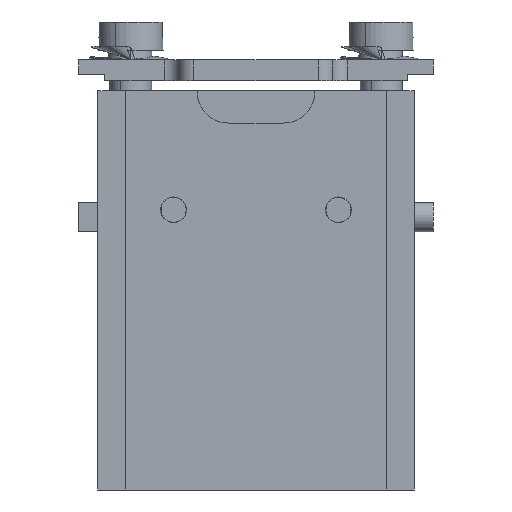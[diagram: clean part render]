
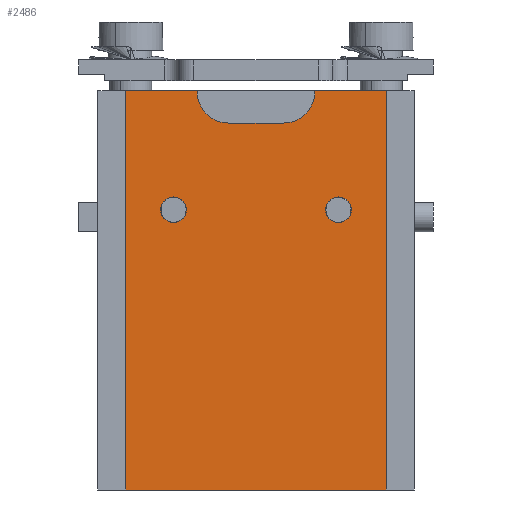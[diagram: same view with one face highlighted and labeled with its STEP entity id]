
A CAD part, left-side view. The second image highlights one B-rep face of the part: STEP entity #2486.
In plain terms, the highlighted planar face has unit normal (-1, 0, 0).
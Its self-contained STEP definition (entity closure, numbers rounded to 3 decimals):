
#360=AXIS2_PLACEMENT_3D('Circle Axis2P3D',#358,#359,$) ;
#392=AXIS2_PLACEMENT_3D('Circle Axis2P3D',#390,#391,$) ;
#1319=AXIS2_PLACEMENT_3D('Circle Axis2P3D',#1317,#1318,$) ;
#1538=AXIS2_PLACEMENT_3D('Circle Axis2P3D',#1536,#1537,$) ;
#2040=AXIS2_PLACEMENT_3D('Circle Axis2P3D',#2038,#2039,$) ;
#2440=AXIS2_PLACEMENT_3D('Plane Axis2P3D',#2437,#2438,#2439) ;
#2463=AXIS2_PLACEMENT_3D('Circle Axis2P3D',#2461,#2462,$) ;
#355=CARTESIAN_POINT('Vertex',(0.02,7.871,26.85)) ;
#358=CARTESIAN_POINT('Axis2P3D Location',(0.02,9.1,26.85)) ;
#362=CARTESIAN_POINT('Vertex',(0.02,10.33,26.85)) ;
#390=CARTESIAN_POINT('Axis2P3D Location',(0.02,9.1,26.85)) ;
#733=CARTESIAN_POINT('Vertex',(0.02,29.5,38.25)) ;
#736=CARTESIAN_POINT('Line Origine',(0.02,26.067,38.25)) ;
#740=CARTESIAN_POINT('Vertex',(0.02,22.634,38.25)) ;
#761=CARTESIAN_POINT('Vertex',(0.02,11.366,38.25)) ;
#764=CARTESIAN_POINT('Line Origine',(0.02,7.933,38.25)) ;
#768=CARTESIAN_POINT('Vertex',(0.02,4.5,38.25)) ;
#1314=CARTESIAN_POINT('Vertex',(0.02,23.671,26.85)) ;
#1317=CARTESIAN_POINT('Axis2P3D Location',(0.02,24.9,26.85)) ;
#1321=CARTESIAN_POINT('Vertex',(0.02,26.13,26.85)) ;
#1536=CARTESIAN_POINT('Axis2P3D Location',(0.02,19.634,38.166)) ;
#1540=CARTESIAN_POINT('Vertex',(0.02,22.634,38.166)) ;
#1542=CARTESIAN_POINT('Vertex',(0.02,19.634,35.166)) ;
#2005=CARTESIAN_POINT('Line Origine',(0.02,17.,35.166)) ;
#2009=CARTESIAN_POINT('Vertex',(0.02,14.366,35.166)) ;
#2038=CARTESIAN_POINT('Axis2P3D Location',(0.02,24.9,26.85)) ;
#2213=CARTESIAN_POINT('Line Origine',(0.02,22.634,38.208)) ;
#2422=CARTESIAN_POINT('Vertex',(0.02,29.5,0.)) ;
#2425=CARTESIAN_POINT('Line Origine',(0.02,29.5,19.125)) ;
#2437=CARTESIAN_POINT('Axis2P3D Location',(0.02,17.,39.65)) ;
#2442=CARTESIAN_POINT('Line Origine',(0.02,17.,0.)) ;
#2446=CARTESIAN_POINT('Vertex',(0.02,4.5,0.)) ;
#2449=CARTESIAN_POINT('Line Origine',(0.02,4.5,19.125)) ;
#2454=CARTESIAN_POINT('Line Origine',(0.02,11.366,38.208)) ;
#2458=CARTESIAN_POINT('Vertex',(0.02,11.366,38.166)) ;
#2461=CARTESIAN_POINT('Axis2P3D Location',(0.02,14.366,38.166)) ;
#359=DIRECTION('Axis2P3D Direction',(-1.,0.,0.)) ;
#391=DIRECTION('Axis2P3D Direction',(-1.,0.,0.)) ;
#737=DIRECTION('Vector Direction',(0.,-1.,0.)) ;
#765=DIRECTION('Vector Direction',(0.,-1.,0.)) ;
#1318=DIRECTION('Axis2P3D Direction',(-1.,0.,0.)) ;
#1537=DIRECTION('Axis2P3D Direction',(-1.,0.,0.)) ;
#2006=DIRECTION('Vector Direction',(0.,1.,0.)) ;
#2039=DIRECTION('Axis2P3D Direction',(-1.,0.,0.)) ;
#2214=DIRECTION('Vector Direction',(0.,0.,1.)) ;
#2426=DIRECTION('Vector Direction',(0.,0.,-1.)) ;
#2438=DIRECTION('Axis2P3D Direction',(-1.,0.,0.)) ;
#2439=DIRECTION('Axis2P3D XDirection',(0.,-1.,0.)) ;
#2443=DIRECTION('Vector Direction',(0.,1.,0.)) ;
#2450=DIRECTION('Vector Direction',(0.,0.,-1.)) ;
#2455=DIRECTION('Vector Direction',(0.,0.,1.)) ;
#2462=DIRECTION('Axis2P3D Direction',(-1.,0.,0.)) ;
#738=VECTOR('Line Direction',#737,1.) ;
#766=VECTOR('Line Direction',#765,1.) ;
#2007=VECTOR('Line Direction',#2006,1.) ;
#2215=VECTOR('Line Direction',#2214,1.) ;
#2427=VECTOR('Line Direction',#2426,1.) ;
#2444=VECTOR('Line Direction',#2443,1.) ;
#2451=VECTOR('Line Direction',#2450,1.) ;
#2456=VECTOR('Line Direction',#2455,1.) ;
#2467=ORIENTED_EDGE('',*,*,#2429,.T.) ;
#2468=ORIENTED_EDGE('',*,*,#2448,.T.) ;
#2469=ORIENTED_EDGE('',*,*,#2453,.F.) ;
#2470=ORIENTED_EDGE('',*,*,#770,.F.) ;
#2471=ORIENTED_EDGE('',*,*,#2460,.F.) ;
#2472=ORIENTED_EDGE('',*,*,#2465,.F.) ;
#2473=ORIENTED_EDGE('',*,*,#2011,.T.) ;
#2474=ORIENTED_EDGE('',*,*,#1544,.F.) ;
#2475=ORIENTED_EDGE('',*,*,#2217,.T.) ;
#2476=ORIENTED_EDGE('',*,*,#742,.F.) ;
#2479=ORIENTED_EDGE('',*,*,#364,.F.) ;
#2480=ORIENTED_EDGE('',*,*,#394,.F.) ;
#2483=ORIENTED_EDGE('',*,*,#2042,.F.) ;
#2484=ORIENTED_EDGE('',*,*,#1323,.F.) ;
#2481=FACE_BOUND('',#2478,.T.) ;
#2485=FACE_BOUND('',#2482,.T.) ;
#2486=ADVANCED_FACE('Hauptk\X2\00F6\X0\rper',(#2477,#2481,#2485),#2441,.T.) ;
#361=CIRCLE('generated circle',#360,1.23) ;
#393=CIRCLE('generated circle',#392,1.23) ;
#1320=CIRCLE('generated circle',#1319,1.23) ;
#1539=CIRCLE('generated circle',#1538,3.) ;
#2041=CIRCLE('generated circle',#2040,1.23) ;
#2464=CIRCLE('generated circle',#2463,3.) ;
#364=EDGE_CURVE('',#356,#363,#361,.T.) ;
#394=EDGE_CURVE('',#363,#356,#393,.T.) ;
#742=EDGE_CURVE('',#734,#741,#739,.T.) ;
#770=EDGE_CURVE('',#762,#769,#767,.T.) ;
#1323=EDGE_CURVE('',#1315,#1322,#1320,.T.) ;
#1544=EDGE_CURVE('',#1541,#1543,#1539,.T.) ;
#2011=EDGE_CURVE('',#2010,#1543,#2008,.T.) ;
#2042=EDGE_CURVE('',#1322,#1315,#2041,.T.) ;
#2217=EDGE_CURVE('',#1541,#741,#2216,.T.) ;
#2429=EDGE_CURVE('',#734,#2423,#2428,.T.) ;
#2448=EDGE_CURVE('',#2423,#2447,#2445,.F.) ;
#2453=EDGE_CURVE('',#769,#2447,#2452,.T.) ;
#2460=EDGE_CURVE('',#2459,#762,#2457,.T.) ;
#2465=EDGE_CURVE('',#2010,#2459,#2464,.T.) ;
#2466=EDGE_LOOP('',(#2467,#2468,#2469,#2470,#2471,#2472,#2473,#2474,#2475,#2476)) ;
#2478=EDGE_LOOP('',(#2479,#2480)) ;
#2482=EDGE_LOOP('',(#2483,#2484)) ;
#2477=FACE_OUTER_BOUND('',#2466,.T.) ;
#739=LINE('Line',#736,#738) ;
#767=LINE('Line',#764,#766) ;
#2008=LINE('Line',#2005,#2007) ;
#2216=LINE('Line',#2213,#2215) ;
#2428=LINE('Line',#2425,#2427) ;
#2445=LINE('Line',#2442,#2444) ;
#2452=LINE('Line',#2449,#2451) ;
#2457=LINE('Line',#2454,#2456) ;
#2441=PLANE('',#2440) ;
#356=VERTEX_POINT('',#355) ;
#363=VERTEX_POINT('',#362) ;
#734=VERTEX_POINT('',#733) ;
#741=VERTEX_POINT('',#740) ;
#762=VERTEX_POINT('',#761) ;
#769=VERTEX_POINT('',#768) ;
#1315=VERTEX_POINT('',#1314) ;
#1322=VERTEX_POINT('',#1321) ;
#1541=VERTEX_POINT('',#1540) ;
#1543=VERTEX_POINT('',#1542) ;
#2010=VERTEX_POINT('',#2009) ;
#2423=VERTEX_POINT('',#2422) ;
#2447=VERTEX_POINT('',#2446) ;
#2459=VERTEX_POINT('',#2458) ;
